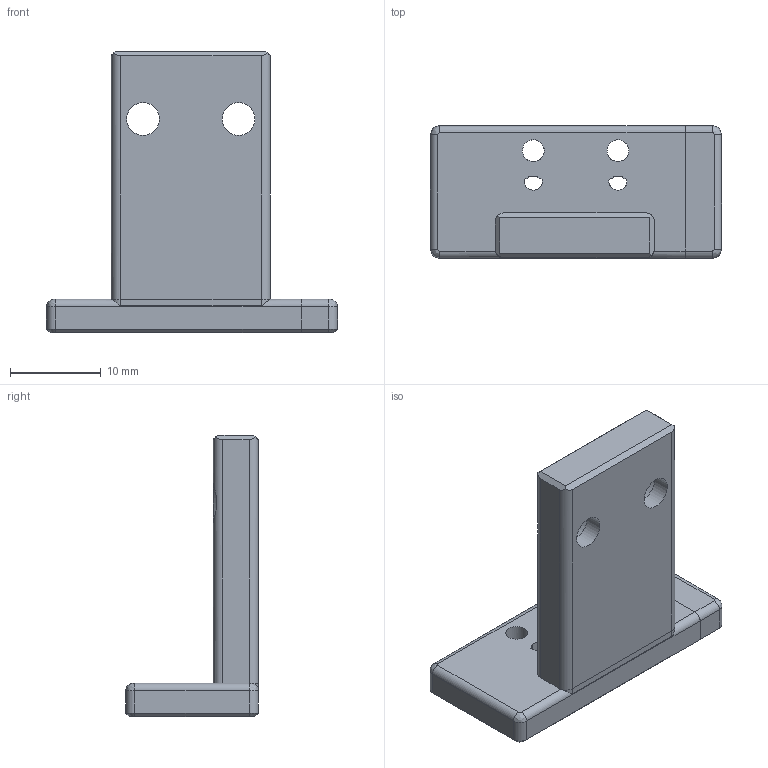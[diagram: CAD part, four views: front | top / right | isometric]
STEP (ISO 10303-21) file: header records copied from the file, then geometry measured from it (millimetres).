
FILE_DESCRIPTION(/* description */ (''),/* implementation_level */ '2;1');
FILE_NAME(/* name */ 'carriage_mount.step',/* time_stamp */ '2024-07-18T23:40:22+05:30',/* author */ (''),/* organization */ (''),/* preprocessor_version */ 'ST-DEVELOPER v20',/* originating_system */ 'Autodesk Translation Framework v13.14.0.145',/* authorisation */ '');
FILE_SCHEMA (('AUTOMOTIVE_DESIGN { 1 0 10303 214 3 1 1 }'));
Length unit declared in the file: millimetre
Products named in the file (1): carriage_mount
Bounding box: 32 x 14.6 x 31 mm (x, y, z)
Volume: 3578.3 mm3; surface area: 2683.9 mm2
Topology: 1 solids, 1 shells, 116 faces, 310 edges, 194 vertices
Faces by surface type: plane 66, cylinder 28, cone 11, bspline 11
Full cylindrical faces by diameter (mm): 2.4 x2, 3.6 x2, 6 x1
Entity records: 3921 total; most frequent: CARTESIAN_POINT 984, ORIENTED_EDGE 620, DIRECTION 590, EDGE_CURVE 310, AXIS2_PLACEMENT_3D 203, VERTEX_POINT 194, LINE 184, VECTOR 184
